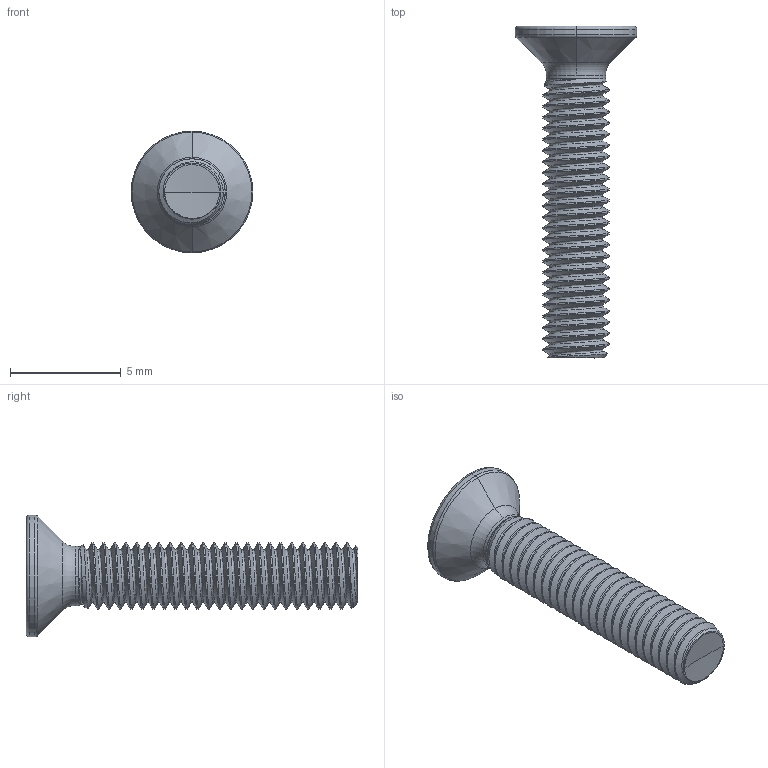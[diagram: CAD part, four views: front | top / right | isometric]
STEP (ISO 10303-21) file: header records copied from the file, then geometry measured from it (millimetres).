
FILE_DESCRIPTION (( 'STEP AP203' ), '1' );
FILE_NAME ('STM410300150.STEP', '2020-12-18T16:56:53', ( '' ), ( '' ), 'SwSTEP 2.0', 'SolidWorks 2015', '' );
FILE_SCHEMA (( 'CONFIG_CONTROL_DESIGN' ));
Length unit declared in the file: millimetre
Products named in the file (2): STM410300150
Bounding box: 5.5 x 15 x 5.5 mm (x, y, z)
Volume: 99.8 mm3; surface area: 251 mm2
Topology: 1 solids, 1 shells, 119 faces, 320 edges, 202 vertices
Faces by surface type: cylinder 72, bspline 18, cone 14, torus 11, sphere 2, plane 2
Entity records: 22749 total; most frequent: CARTESIAN_POINT 20103, ORIENTED_EDGE 636, DIRECTION 407, EDGE_CURVE 318, VERTEX_POINT 202, AXIS2_PLACEMENT_3D 162, EDGE_LOOP 120, ADVANCED_FACE 119
